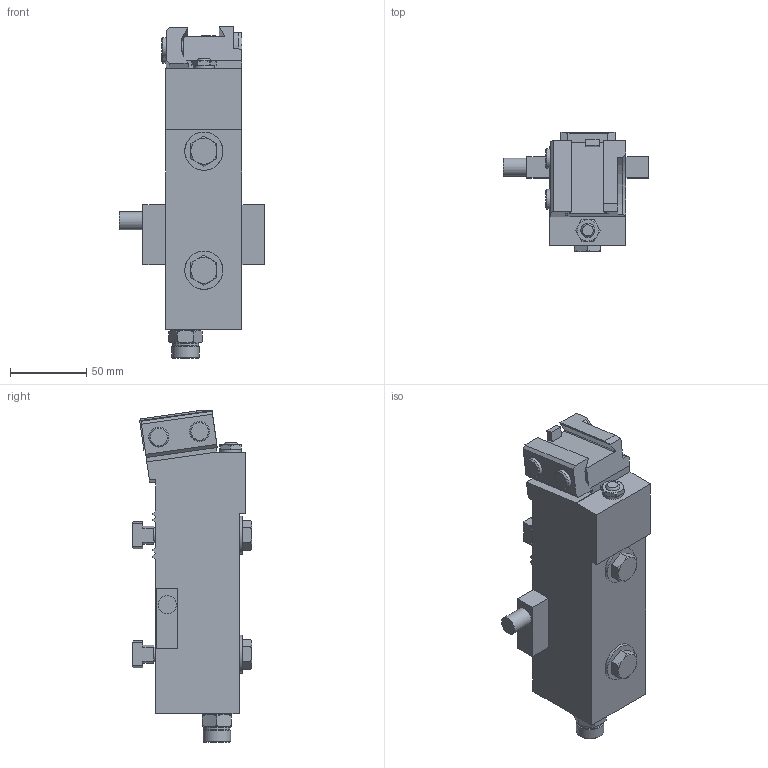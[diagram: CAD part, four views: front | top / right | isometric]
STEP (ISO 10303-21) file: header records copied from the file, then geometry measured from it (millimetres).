
FILE_DESCRIPTION(/* description */ (''),/* implementation_level */ '2;1');
FILE_NAME(/* name */ 'W5190205_stp.stp',/* time_stamp */ '2016-09-07T10:08:06+02:00',/* author */ (''),/* organization */ (''),/* preprocessor_version */ 'ST-DEVELOPER v15',/* originating_system */ 'SIEMENS PLM Software NX 9.0',/* authorisation */ '');
FILE_SCHEMA (('AUTOMOTIVE_DESIGN { 1 0 10303 214 3 1 1 1 }'));
Length unit declared in the file: millimetre
Products named in the file (1): schy107C76694cxa
Bounding box: 95.5 x 78.4 x 217.5 mm (x, y, z)
Volume: 572144 mm3; surface area: 62487.2 mm2
Topology: 1 solids, 1 shells, 213 faces, 544 edges, 350 vertices
Faces by surface type: plane 153, cone 35, cylinder 23, torus 1, sphere 1
Full cylindrical faces by diameter (mm): 8 x2, 10 x2, 12 x1, 13 x2, 14 x1, 17.1 x1, 18 x1, 19 x1, 25 x2
Entity records: 6302 total; most frequent: CARTESIAN_POINT 1263, ORIENTED_EDGE 1038, DIRECTION 972, EDGE_CURVE 519, LINE 370, VECTOR 370, VERTEX_POINT 344, AXIS2_PLACEMENT_3D 301
